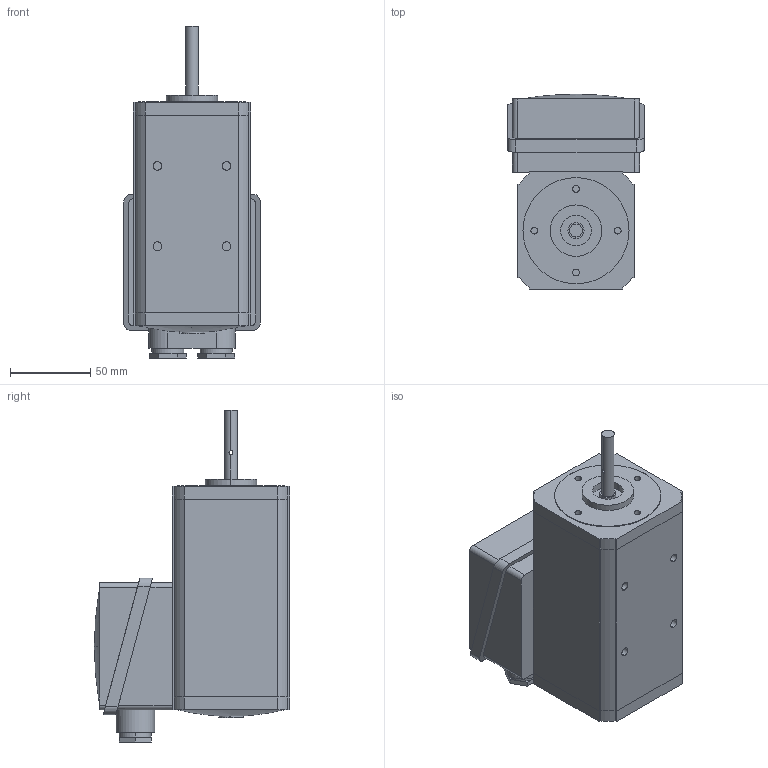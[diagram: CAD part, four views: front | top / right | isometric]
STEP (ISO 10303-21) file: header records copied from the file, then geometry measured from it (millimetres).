
FILE_DESCRIPTION (( 'STEP AP214' ), '1' );
FILE_NAME ('IGK65-60.STEP', '2023-05-17T08:15:20', ( '' ), ( '' ), 'SwSTEP 2.0', 'SolidWorks 2020', '' );
FILE_SCHEMA (( 'AUTOMOTIVE_DESIGN' ));
Length unit declared in the file: millimetre
Products named in the file (1): IGK65-60
Bounding box: 85 x 121.5 x 206.5 mm (x, y, z)
Volume: 1049345.6 mm3; surface area: 85208.3 mm2
Topology: 6 solids, 6 shells, 179 faces, 419 edges, 267 vertices
Faces by surface type: plane 101, cylinder 71, sphere 7
Entity records: 5271 total; most frequent: CARTESIAN_POINT 1000, DIRECTION 900, ORIENTED_EDGE 838, EDGE_CURVE 419, AXIS2_PLACEMENT_3D 323, VERTEX_POINT 267, LINE 254, VECTOR 254
